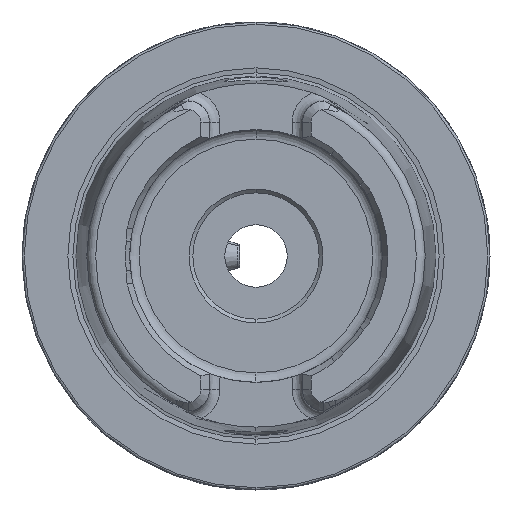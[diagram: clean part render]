
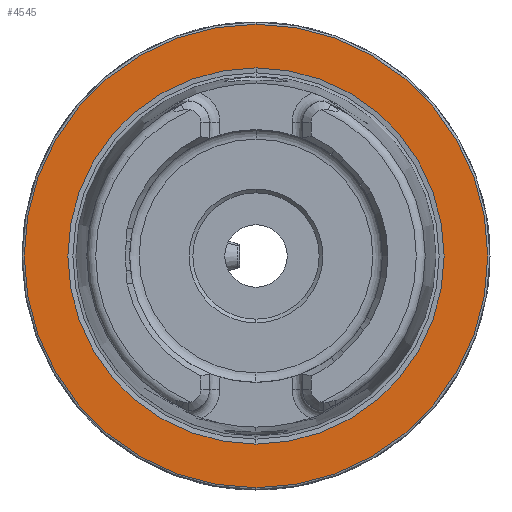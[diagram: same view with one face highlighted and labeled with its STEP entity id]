
A CAD part, left-side view. The second image highlights one B-rep face of the part: STEP entity #4545.
In plain terms, the highlighted planar face has unit normal (-1, 0, 0).
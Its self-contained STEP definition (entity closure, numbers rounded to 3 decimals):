
#342 = ORIENTED_EDGE ( 'NONE', *, *, #4349, .T. ) ;
#393 = EDGE_CURVE ( 'NONE', #851, #8041, #6448, .T. ) ;
#511 = AXIS2_PLACEMENT_3D ( 'NONE', #7330, #3564, #7955 ) ;
#583 = CARTESIAN_POINT ( 'NONE',  ( 0., 0., 0. ) ) ;
#851 = VERTEX_POINT ( 'NONE', #3466 ) ;
#907 = PLANE ( 'NONE',  #7833 ) ;
#1205 = DIRECTION ( 'NONE',  ( 0., 0., 1. ) ) ;
#1513 = AXIS2_PLACEMENT_3D ( 'NONE', #583, #5014, #1205 ) ;
#1996 = CARTESIAN_POINT ( 'NONE',  ( 0., 0., -31.2 ) ) ;
#2079 = VERTEX_POINT ( 'NONE', #1996 ) ;
#2230 = EDGE_LOOP ( 'NONE', ( #342, #2417 ) ) ;
#2299 = CARTESIAN_POINT ( 'NONE',  ( 0., 0., 25.324 ) ) ;
#2417 = ORIENTED_EDGE ( 'NONE', *, *, #4653, .T. ) ;
#2595 = FACE_BOUND ( 'NONE', #3458, .T. ) ;
#2899 = DIRECTION ( 'NONE',  ( -1., 0., 0. ) ) ;
#3458 = EDGE_LOOP ( 'NONE', ( #4610, #8115 ) ) ;
#3465 = DIRECTION ( 'NONE',  ( 1., 0., 0. ) ) ;
#3466 = CARTESIAN_POINT ( 'NONE',  ( 0., 0., -25.324 ) ) ;
#3564 = DIRECTION ( 'NONE',  ( -1., 0., 0. ) ) ;
#3583 = CIRCLE ( 'NONE', #1513, 31.2 ) ;
#4092 = FACE_OUTER_BOUND ( 'NONE', #2230, .T. ) ;
#4349 = EDGE_CURVE ( 'NONE', #6513, #2079, #3583, .T. ) ;
#4427 = DIRECTION ( 'NONE',  ( 0., 0., 1. ) ) ;
#4460 = DIRECTION ( 'NONE',  ( -1., 0., 0. ) ) ;
#4488 = CARTESIAN_POINT ( 'NONE',  ( 0., 0., 0. ) ) ;
#4545 = ADVANCED_FACE ( 'NONE', ( #2595, #4092 ), #907, .F. ) ;
#4610 = ORIENTED_EDGE ( 'NONE', *, *, #6075, .F. ) ;
#4653 = EDGE_CURVE ( 'NONE', #2079, #6513, #5965, .T. ) ;
#4959 = CARTESIAN_POINT ( 'NONE',  ( 0., 0., 31.2 ) ) ;
#5014 = DIRECTION ( 'NONE',  ( -1., 0., 0. ) ) ;
#5965 = CIRCLE ( 'NONE', #511, 31.2 ) ;
#6075 = EDGE_CURVE ( 'NONE', #8041, #851, #6131, .T. ) ;
#6131 = CIRCLE ( 'NONE', #6791, 25.324 ) ;
#6448 = CIRCLE ( 'NONE', #6533, 25.324 ) ;
#6513 = VERTEX_POINT ( 'NONE', #4959 ) ;
#6533 = AXIS2_PLACEMENT_3D ( 'NONE', #4488, #4460, #4427 ) ;
#6668 = CARTESIAN_POINT ( 'NONE',  ( 0., 0., 0. ) ) ;
#6791 = AXIS2_PLACEMENT_3D ( 'NONE', #6668, #2899, #7296 ) ;
#7226 = CARTESIAN_POINT ( 'NONE',  ( 0., 31.2, 0. ) ) ;
#7296 = DIRECTION ( 'NONE',  ( 0., 0., 1. ) ) ;
#7330 = CARTESIAN_POINT ( 'NONE',  ( 0., 0., 0. ) ) ;
#7833 = AXIS2_PLACEMENT_3D ( 'NONE', #7226, #3465, #7836 ) ;
#7836 = DIRECTION ( 'NONE',  ( 0., 0., -1. ) ) ;
#7955 = DIRECTION ( 'NONE',  ( 0., 0., 1. ) ) ;
#8041 = VERTEX_POINT ( 'NONE', #2299 ) ;
#8115 = ORIENTED_EDGE ( 'NONE', *, *, #393, .F. ) ;
